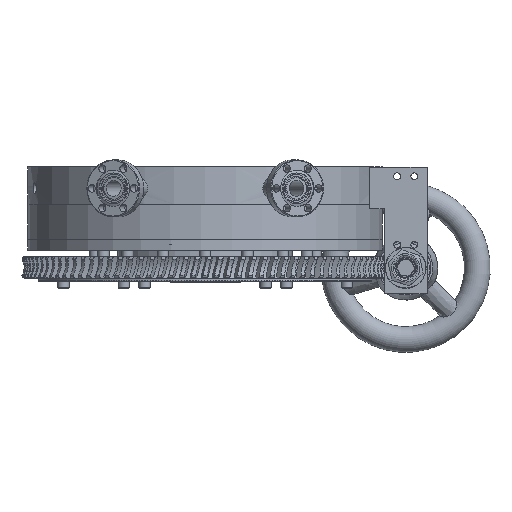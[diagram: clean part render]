
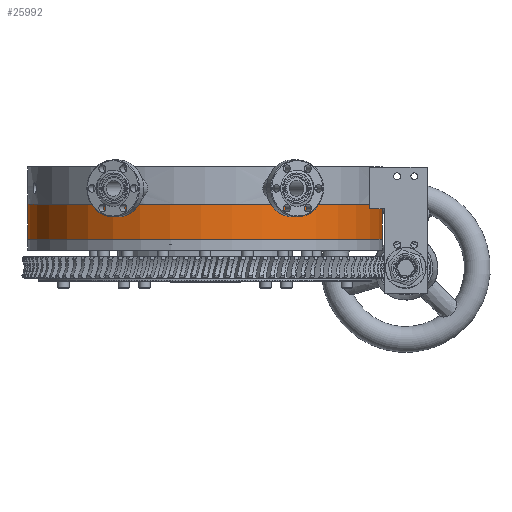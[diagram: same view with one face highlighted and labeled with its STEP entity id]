
A CAD part, front view. The second image highlights one B-rep face of the part: STEP entity #25992.
In plain terms, the highlighted cylindrical face has radius 104.775 mm (diameter 209.55 mm), a full revolution.
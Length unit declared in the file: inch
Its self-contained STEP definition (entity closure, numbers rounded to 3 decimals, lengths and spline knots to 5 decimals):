
#2303 = VERTEX_POINT ( 'NONE', #42718 ) ;
#2812 = CARTESIAN_POINT ( 'NONE',  ( 0., 0., -0.5625 ) ) ;
#9193 = FACE_OUTER_BOUND ( 'NONE', #94996, .T. ) ;
#18280 = CIRCLE ( 'NONE', #25479, 4.125 ) ;
#22899 = ORIENTED_EDGE ( 'NONE', *, *, #66217, .F. ) ;
#25479 = AXIS2_PLACEMENT_3D ( 'NONE', #44446, #109057, #53648 ) ;
#25992 = ADVANCED_FACE ( 'NONE', ( #58253, #9193 ), #117611, .T. ) ;
#35305 = DIRECTION ( 'NONE',  ( 0., 0., -1. ) ) ;
#39560 = DIRECTION ( 'NONE',  ( 0., 0., 1. ) ) ;
#42222 = EDGE_CURVE ( 'NONE', #2303, #2303, #104489, .T. ) ;
#42718 = CARTESIAN_POINT ( 'NONE',  ( 4.04317, -0.81758, 0.25 ) ) ;
#44446 = CARTESIAN_POINT ( 'NONE',  ( 0., 0., -0.5625 ) ) ;
#45730 = AXIS2_PLACEMENT_3D ( 'NONE', #90701, #35305, #99978 ) ;
#49243 = DIRECTION ( 'NONE',  ( -0.98, 0.198, 0. ) ) ;
#51178 = EDGE_LOOP ( 'NONE', ( #22899 ) ) ;
#53648 = DIRECTION ( 'NONE',  ( 0.98, -0.198, 0. ) ) ;
#54160 = AXIS2_PLACEMENT_3D ( 'NONE', #2812, #39560, #49243 ) ;
#55586 = ORIENTED_EDGE ( 'NONE', *, *, #42222, .T. ) ;
#57083 = VERTEX_POINT ( 'NONE', #72567 ) ;
#58253 = FACE_OUTER_BOUND ( 'NONE', #51178, .T. ) ;
#66217 = EDGE_CURVE ( 'NONE', #57083, #57083, #18280, .T. ) ;
#72567 = CARTESIAN_POINT ( 'NONE',  ( 4.04317, -0.81758, -0.5625 ) ) ;
#90701 = CARTESIAN_POINT ( 'NONE',  ( 0., 0., 0.25 ) ) ;
#94996 = EDGE_LOOP ( 'NONE', ( #55586 ) ) ;
#99978 = DIRECTION ( 'NONE',  ( 0.98, -0.198, 0. ) ) ;
#104489 = CIRCLE ( 'NONE', #45730, 4.125 ) ;
#109057 = DIRECTION ( 'NONE',  ( 0., 0., -1. ) ) ;
#117611 = CYLINDRICAL_SURFACE ( 'NONE', #54160, 4.125 ) ;
